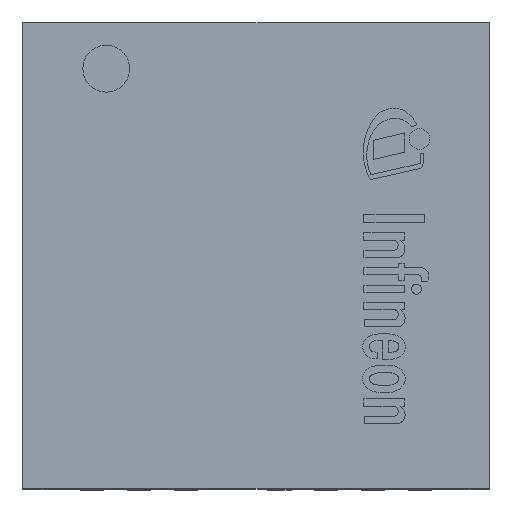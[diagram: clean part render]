
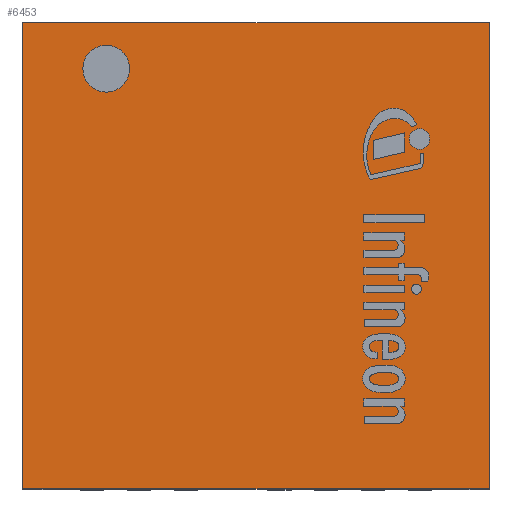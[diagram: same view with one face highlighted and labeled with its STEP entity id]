
A CAD part, top view. The second image highlights one B-rep face of the part: STEP entity #6453.
In plain terms, the highlighted planar face has unit normal (0, 0, 1).
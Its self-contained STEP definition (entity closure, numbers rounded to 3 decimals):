
#76=FACE_BOUND('',#1087,.T.);
#340=PLANE('',#6969);
#701=FACE_OUTER_BOUND('',#1086,.T.);
#1086=EDGE_LOOP('',(#5453,#5454,#5455,#5456));
#1087=EDGE_LOOP('',(#5457));
#1695=LINE('',#9931,#2458);
#1698=LINE('',#9937,#2461);
#1701=LINE('',#9943,#2464);
#1704=LINE('',#9947,#2467);
#2458=VECTOR('',#8174,1.);
#2461=VECTOR('',#8179,1.);
#2464=VECTOR('',#8184,1.);
#2467=VECTOR('',#8189,1.);
#2873=CIRCLE('',#6961,0.25);
#3233=VERTEX_POINT('',#9919);
#3237=VERTEX_POINT('',#9928);
#3238=VERTEX_POINT('',#9930);
#3240=VERTEX_POINT('',#9936);
#3242=VERTEX_POINT('',#9942);
#4009=EDGE_CURVE('',#3233,#3233,#2873,.T.);
#4013=EDGE_CURVE('',#3238,#3237,#1695,.T.);
#4016=EDGE_CURVE('',#3240,#3238,#1698,.T.);
#4019=EDGE_CURVE('',#3242,#3240,#1701,.T.);
#4022=EDGE_CURVE('',#3237,#3242,#1704,.T.);
#5453=ORIENTED_EDGE('',*,*,#4022,.T.);
#5454=ORIENTED_EDGE('',*,*,#4019,.T.);
#5455=ORIENTED_EDGE('',*,*,#4016,.T.);
#5456=ORIENTED_EDGE('',*,*,#4013,.T.);
#5457=ORIENTED_EDGE('',*,*,#4009,.T.);
#6453=ADVANCED_FACE('',(#701,#76),#340,.T.);
#6961=AXIS2_PLACEMENT_3D('',#9920,#8164,#8165);
#6969=AXIS2_PLACEMENT_3D('',#9949,#8192,#8193);
#8164=DIRECTION('center_axis',(0.,0.,-1.));
#8165=DIRECTION('ref_axis',(-1.,0.,0.));
#8174=DIRECTION('',(1.,0.,0.));
#8179=DIRECTION('',(0.,-1.,0.));
#8184=DIRECTION('',(-1.,0.,0.));
#8189=DIRECTION('',(0.,1.,0.));
#8192=DIRECTION('center_axis',(0.,0.,1.));
#8193=DIRECTION('ref_axis',(0.,-1.,0.));
#9919=CARTESIAN_POINT('',(-1.35,2.,0.85));
#9920=CARTESIAN_POINT('Origin',(-1.6,2.,0.85));
#9928=CARTESIAN_POINT('',(2.49,-2.49,0.85));
#9930=CARTESIAN_POINT('',(-2.49,-2.49,0.85));
#9931=CARTESIAN_POINT('',(2.49,-2.49,0.85));
#9936=CARTESIAN_POINT('',(-2.49,2.49,0.85));
#9937=CARTESIAN_POINT('',(-2.49,-2.49,0.85));
#9942=CARTESIAN_POINT('',(2.49,2.49,0.85));
#9943=CARTESIAN_POINT('',(-2.49,2.49,0.85));
#9947=CARTESIAN_POINT('',(2.49,2.49,0.85));
#9949=CARTESIAN_POINT('Origin',(0.,0.,0.85));
